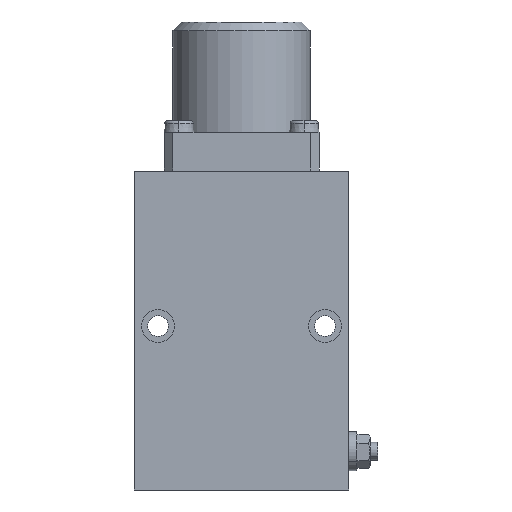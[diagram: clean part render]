
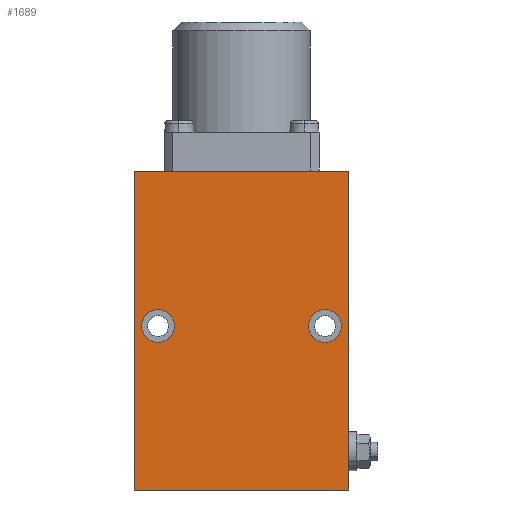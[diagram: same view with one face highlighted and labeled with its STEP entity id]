
A CAD part, left-side view. The second image highlights one B-rep face of the part: STEP entity #1689.
In plain terms, the highlighted planar face has unit normal (-1, 0, 0).
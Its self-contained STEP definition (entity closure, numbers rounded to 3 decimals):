
#458 = VECTOR ( 'NONE', #7022, 1000. ) ;
#460 = VECTOR ( 'NONE', #7049, 1000. ) ;
#462 = LINE ( 'NONE', #7061, #458 ) ;
#463 = LINE ( 'NONE', #6907, #460 ) ;
#467 = VECTOR ( 'NONE', #7016, 1000. ) ;
#469 = LINE ( 'NONE', #7042, #467 ) ;
#473 = CIRCLE ( 'NONE', #2698, 5.5 ) ;
#477 = CIRCLE ( 'NONE', #2695, 5.5 ) ;
#522 = VECTOR ( 'NONE', #3477, 1000. ) ;
#526 = LINE ( 'NONE', #3469, #522 ) ;
#611 = CIRCLE ( 'NONE', #2729, 5.5 ) ;
#706 = CIRCLE ( 'NONE', #2751, 5.5 ) ;
#1395 = ORIENTED_EDGE ( 'NONE', *, *, #3072, .F. ) ;
#1396 = ORIENTED_EDGE ( 'NONE', *, *, #2918, .F. ) ;
#1397 = ORIENTED_EDGE ( 'NONE', *, *, #3074, .F. ) ;
#1398 = ORIENTED_EDGE ( 'NONE', *, *, #2983, .F. ) ;
#1399 = ORIENTED_EDGE ( 'NONE', *, *, #3075, .T. ) ;
#1400 = ORIENTED_EDGE ( 'NONE', *, *, #3081, .F. ) ;
#1401 = ORIENTED_EDGE ( 'NONE', *, *, #3082, .F. ) ;
#1402 = ORIENTED_EDGE ( 'NONE', *, *, #3038, .T. ) ;
#1689 = ADVANCED_FACE ( 'NONE', ( #4645, #4644, #4641 ), #6698, .F. ) ;
#1999 = DIRECTION ( 'NONE',  ( 0., 0., 1. ) ) ;
#2009 = DIRECTION ( 'NONE',  ( -1., 0., 0. ) ) ;
#2010 = CARTESIAN_POINT ( 'NONE',  ( -29., 28., 55. ) ) ;
#2695 = AXIS2_PLACEMENT_3D ( 'NONE', #7055, #6949, #6964 ) ;
#2698 = AXIS2_PLACEMENT_3D ( 'NONE', #7002, #7017, #7018 ) ;
#2729 = AXIS2_PLACEMENT_3D ( 'NONE', #3895, #3893, #3892 ) ;
#2751 = AXIS2_PLACEMENT_3D ( 'NONE', #2010, #2009, #1999 ) ;
#2918 = EDGE_CURVE ( 'NONE', #4223, #4222, #706, .T. ) ;
#2983 = EDGE_CURVE ( 'NONE', #4225, #4234, #611, .T. ) ;
#3038 = EDGE_CURVE ( 'NONE', #4254, #4235, #526, .T. ) ;
#3072 = EDGE_CURVE ( 'NONE', #4222, #4223, #473, .T. ) ;
#3074 = EDGE_CURVE ( 'NONE', #4234, #4225, #477, .T. ) ;
#3075 = EDGE_CURVE ( 'NONE', #4235, #4256, #469, .T. ) ;
#3081 = EDGE_CURVE ( 'NONE', #4200, #4256, #463, .T. ) ;
#3082 = EDGE_CURVE ( 'NONE', #4254, #4200, #462, .T. ) ;
#3469 = CARTESIAN_POINT ( 'NONE',  ( -29., 36., 107. ) ) ;
#3477 = DIRECTION ( 'NONE',  ( 0., 0., -1. ) ) ;
#3892 = DIRECTION ( 'NONE',  ( 0., 0., 1. ) ) ;
#3893 = DIRECTION ( 'NONE',  ( -1., 0., 0. ) ) ;
#3895 = CARTESIAN_POINT ( 'NONE',  ( -29., -28., 55. ) ) ;
#4200 = VERTEX_POINT ( 'NONE', #4906 ) ;
#4222 = VERTEX_POINT ( 'NONE', #5901 ) ;
#4223 = VERTEX_POINT ( 'NONE', #5856 ) ;
#4225 = VERTEX_POINT ( 'NONE', #5899 ) ;
#4234 = VERTEX_POINT ( 'NONE', #5874 ) ;
#4235 = VERTEX_POINT ( 'NONE', #5888 ) ;
#4254 = VERTEX_POINT ( 'NONE', #5823 ) ;
#4256 = VERTEX_POINT ( 'NONE', #5821 ) ;
#4373 = EDGE_LOOP ( 'NONE', ( #1397, #1398 ) ) ;
#4423 = EDGE_LOOP ( 'NONE', ( #1395, #1396 ) ) ;
#4430 = EDGE_LOOP ( 'NONE', ( #1399, #1400, #1401, #1402 ) ) ;
#4641 = FACE_OUTER_BOUND ( 'NONE', #4430, .T. ) ;
#4644 = FACE_BOUND ( 'NONE', #4373, .T. ) ;
#4645 = FACE_BOUND ( 'NONE', #4423, .T. ) ;
#4906 = CARTESIAN_POINT ( 'NONE',  ( -29., -36., 107. ) ) ;
#5821 = CARTESIAN_POINT ( 'NONE',  ( -29., -36., 0. ) ) ;
#5823 = CARTESIAN_POINT ( 'NONE',  ( -29., 36., 107. ) ) ;
#5856 = CARTESIAN_POINT ( 'NONE',  ( -29., 28., 49.5 ) ) ;
#5874 = CARTESIAN_POINT ( 'NONE',  ( -29., -28., 60.5 ) ) ;
#5888 = CARTESIAN_POINT ( 'NONE',  ( -29., 36., 0. ) ) ;
#5899 = CARTESIAN_POINT ( 'NONE',  ( -29., -28., 49.5 ) ) ;
#5901 = CARTESIAN_POINT ( 'NONE',  ( -29., 28., 60.5 ) ) ;
#6113 = AXIS2_PLACEMENT_3D ( 'NONE', #6700, #6702, #6696 ) ;
#6696 = DIRECTION ( 'NONE',  ( 0., 1., 0. ) ) ;
#6698 = PLANE ( 'NONE',  #6113 ) ;
#6700 = CARTESIAN_POINT ( 'NONE',  ( -29., 36., 107. ) ) ;
#6702 = DIRECTION ( 'NONE',  ( 1., 0., 0. ) ) ;
#6907 = CARTESIAN_POINT ( 'NONE',  ( -29., -36., 107. ) ) ;
#6949 = DIRECTION ( 'NONE',  ( -1., 0., 0. ) ) ;
#6964 = DIRECTION ( 'NONE',  ( 0., 0., 1. ) ) ;
#7002 = CARTESIAN_POINT ( 'NONE',  ( -29., 28., 55. ) ) ;
#7016 = DIRECTION ( 'NONE',  ( 0., -1., 0. ) ) ;
#7017 = DIRECTION ( 'NONE',  ( -1., 0., 0. ) ) ;
#7018 = DIRECTION ( 'NONE',  ( 0., 0., 1. ) ) ;
#7022 = DIRECTION ( 'NONE',  ( 0., -1., 0. ) ) ;
#7042 = CARTESIAN_POINT ( 'NONE',  ( -29., 36., 0. ) ) ;
#7049 = DIRECTION ( 'NONE',  ( 0., 0., -1. ) ) ;
#7055 = CARTESIAN_POINT ( 'NONE',  ( -29., -28., 55. ) ) ;
#7061 = CARTESIAN_POINT ( 'NONE',  ( -29., 36., 107. ) ) ;
